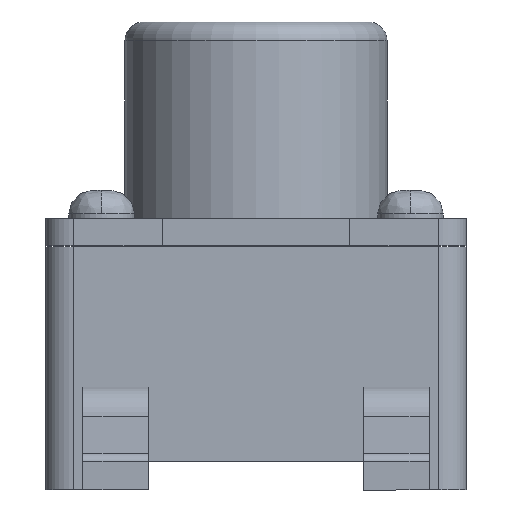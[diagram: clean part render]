
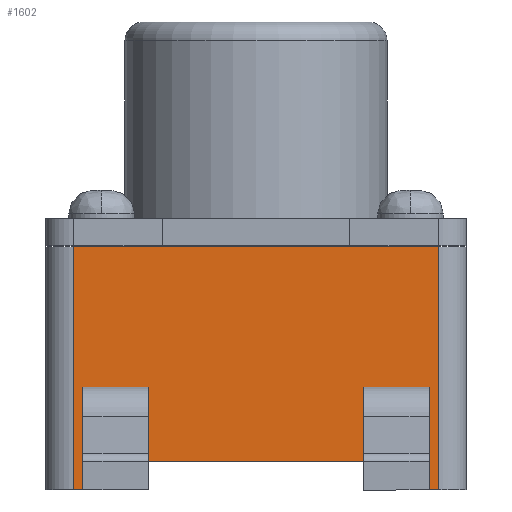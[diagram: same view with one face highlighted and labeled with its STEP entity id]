
A CAD part, left-side view. The second image highlights one B-rep face of the part: STEP entity #1602.
In plain terms, the highlighted planar face has unit normal (-1, 0, 0).
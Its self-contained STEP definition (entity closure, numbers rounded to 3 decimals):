
#70 = EDGE_CURVE('',#71,#73,#75,.T.);
#71 = VERTEX_POINT('',#72);
#72 = CARTESIAN_POINT('',(-2.25,-1.25,0.));
#73 = VERTEX_POINT('',#74);
#74 = CARTESIAN_POINT('',(-2.25,-1.95,0.));
#75 = LINE('',#76,#77);
#76 = CARTESIAN_POINT('',(-2.25,-1.25,
    0.));
#77 = VECTOR('',#78,1.);
#78 = DIRECTION('',(0.,-1.,0.));
#138 = VERTEX_POINT('',#139);
#139 = CARTESIAN_POINT('',(-2.25,1.25,0.));
#145 = EDGE_CURVE('',#146,#138,#148,.T.);
#146 = VERTEX_POINT('',#147);
#147 = CARTESIAN_POINT('',(-2.25,1.95,0.));
#148 = LINE('',#149,#150);
#149 = CARTESIAN_POINT('',(-2.25,1.95,
    0.));
#150 = VECTOR('',#151,1.);
#151 = DIRECTION('',(0.,-1.,0.));
#307 = VERTEX_POINT('',#308);
#308 = CARTESIAN_POINT('',(-2.25,-1.25,0.3));
#314 = EDGE_CURVE('',#315,#307,#317,.T.);
#315 = VERTEX_POINT('',#316);
#316 = CARTESIAN_POINT('',(-2.25,1.25,0.3));
#317 = LINE('',#318,#319);
#318 = CARTESIAN_POINT('',(-2.25,1.25,0.3)
  );
#319 = VECTOR('',#320,1.);
#320 = DIRECTION('',(0.,-1.,0.));
#1002 = EDGE_CURVE('',#1003,#146,#1005,.T.);
#1003 = VERTEX_POINT('',#1004);
#1004 = CARTESIAN_POINT('',(-2.25,1.95,2.6));
#1005 = LINE('',#1006,#1007);
#1006 = CARTESIAN_POINT('',(-2.25,1.95,2.6
    ));
#1007 = VECTOR('',#1008,1.);
#1008 = DIRECTION('',(0.,0.,-1.));
#1272 = VERTEX_POINT('',#1273);
#1273 = CARTESIAN_POINT('',(-2.25,-1.85,1.1));
#1280 = EDGE_CURVE('',#1281,#1272,#1283,.T.);
#1281 = VERTEX_POINT('',#1282);
#1282 = CARTESIAN_POINT('',(-2.25,-1.15,1.1));
#1283 = LINE('',#1284,#1285);
#1284 = CARTESIAN_POINT('',(-2.25,-1.15,
    1.1));
#1285 = VECTOR('',#1286,1.);
#1286 = DIRECTION('',(0.,-1.,0.));
#1602 = ADVANCED_FACE('',(#1603,#1635,#1669),#1694,.T.);
#1603 = FACE_BOUND('',#1604,.T.);
#1604 = EDGE_LOOP('',(#1605,#1606,#1607,#1613,#1614,#1620,#1621,#1629));
#1605 = ORIENTED_EDGE('',*,*,#1002,.T.);
#1606 = ORIENTED_EDGE('',*,*,#145,.T.);
#1607 = ORIENTED_EDGE('',*,*,#1608,.T.);
#1608 = EDGE_CURVE('',#138,#315,#1609,.T.);
#1609 = LINE('',#1610,#1611);
#1610 = CARTESIAN_POINT('',(-2.25,1.25,
    0.));
#1611 = VECTOR('',#1612,1.);
#1612 = DIRECTION('',(0.,0.,1.));
#1613 = ORIENTED_EDGE('',*,*,#314,.T.);
#1614 = ORIENTED_EDGE('',*,*,#1615,.F.);
#1615 = EDGE_CURVE('',#71,#307,#1616,.T.);
#1616 = LINE('',#1617,#1618);
#1617 = CARTESIAN_POINT('',(-2.25,-1.25,
    0.));
#1618 = VECTOR('',#1619,1.);
#1619 = DIRECTION('',(0.,0.,1.));
#1620 = ORIENTED_EDGE('',*,*,#70,.T.);
#1621 = ORIENTED_EDGE('',*,*,#1622,.F.);
#1622 = EDGE_CURVE('',#1623,#73,#1625,.T.);
#1623 = VERTEX_POINT('',#1624);
#1624 = CARTESIAN_POINT('',(-2.25,-1.95,2.6));
#1625 = LINE('',#1626,#1627);
#1626 = CARTESIAN_POINT('',(-2.25,-1.95,
    2.6));
#1627 = VECTOR('',#1628,1.);
#1628 = DIRECTION('',(0.,0.,-1.));
#1629 = ORIENTED_EDGE('',*,*,#1630,.T.);
#1630 = EDGE_CURVE('',#1623,#1003,#1631,.T.);
#1631 = LINE('',#1632,#1633);
#1632 = CARTESIAN_POINT('',(-2.25,-1.95,
    2.6));
#1633 = VECTOR('',#1634,1.);
#1634 = DIRECTION('',(0.,1.,0.));
#1635 = FACE_BOUND('',#1636,.T.);
#1636 = EDGE_LOOP('',(#1637,#1647,#1655,#1663));
#1637 = ORIENTED_EDGE('',*,*,#1638,.T.);
#1638 = EDGE_CURVE('',#1639,#1641,#1643,.T.);
#1639 = VERTEX_POINT('',#1640);
#1640 = CARTESIAN_POINT('',(-2.25,1.85,0.8));
#1641 = VERTEX_POINT('',#1642);
#1642 = CARTESIAN_POINT('',(-2.25,1.85,1.1));
#1643 = LINE('',#1644,#1645);
#1644 = CARTESIAN_POINT('',(-2.25,1.85,0.8
    ));
#1645 = VECTOR('',#1646,1.);
#1646 = DIRECTION('',(0.,0.,1.));
#1647 = ORIENTED_EDGE('',*,*,#1648,.T.);
#1648 = EDGE_CURVE('',#1641,#1649,#1651,.T.);
#1649 = VERTEX_POINT('',#1650);
#1650 = CARTESIAN_POINT('',(-2.25,1.15,1.1));
#1651 = LINE('',#1652,#1653);
#1652 = CARTESIAN_POINT('',(-2.25,1.85,1.1
    ));
#1653 = VECTOR('',#1654,1.);
#1654 = DIRECTION('',(0.,-1.,0.));
#1655 = ORIENTED_EDGE('',*,*,#1656,.F.);
#1656 = EDGE_CURVE('',#1657,#1649,#1659,.T.);
#1657 = VERTEX_POINT('',#1658);
#1658 = CARTESIAN_POINT('',(-2.25,1.15,0.8));
#1659 = LINE('',#1660,#1661);
#1660 = CARTESIAN_POINT('',(-2.25,1.15,0.8
    ));
#1661 = VECTOR('',#1662,1.);
#1662 = DIRECTION('',(0.,0.,1.));
#1663 = ORIENTED_EDGE('',*,*,#1664,.F.);
#1664 = EDGE_CURVE('',#1639,#1657,#1665,.T.);
#1665 = LINE('',#1666,#1667);
#1666 = CARTESIAN_POINT('',(-2.25,1.85,0.8
    ));
#1667 = VECTOR('',#1668,1.);
#1668 = DIRECTION('',(0.,-1.,0.));
#1669 = FACE_BOUND('',#1670,.T.);
#1670 = EDGE_LOOP('',(#1671,#1679,#1687,#1693));
#1671 = ORIENTED_EDGE('',*,*,#1672,.F.);
#1672 = EDGE_CURVE('',#1673,#1272,#1675,.T.);
#1673 = VERTEX_POINT('',#1674);
#1674 = CARTESIAN_POINT('',(-2.25,-1.85,0.8));
#1675 = LINE('',#1676,#1677);
#1676 = CARTESIAN_POINT('',(-2.25,-1.85,
    0.8));
#1677 = VECTOR('',#1678,1.);
#1678 = DIRECTION('',(0.,0.,1.));
#1679 = ORIENTED_EDGE('',*,*,#1680,.F.);
#1680 = EDGE_CURVE('',#1681,#1673,#1683,.T.);
#1681 = VERTEX_POINT('',#1682);
#1682 = CARTESIAN_POINT('',(-2.25,-1.15,0.8));
#1683 = LINE('',#1684,#1685);
#1684 = CARTESIAN_POINT('',(-2.25,-1.15,
    0.8));
#1685 = VECTOR('',#1686,1.);
#1686 = DIRECTION('',(0.,-1.,0.));
#1687 = ORIENTED_EDGE('',*,*,#1688,.T.);
#1688 = EDGE_CURVE('',#1681,#1281,#1689,.T.);
#1689 = LINE('',#1690,#1691);
#1690 = CARTESIAN_POINT('',(-2.25,-1.15,
    0.8));
#1691 = VECTOR('',#1692,1.);
#1692 = DIRECTION('',(0.,0.,1.));
#1693 = ORIENTED_EDGE('',*,*,#1280,.T.);
#1694 = PLANE('',#1695);
#1695 = AXIS2_PLACEMENT_3D('',#1696,#1697,#1698);
#1696 = CARTESIAN_POINT('',(-2.25,2.25,0.));
#1697 = DIRECTION('',(-1.,0.,0.));
#1698 = DIRECTION('',(0.,0.,1.));
